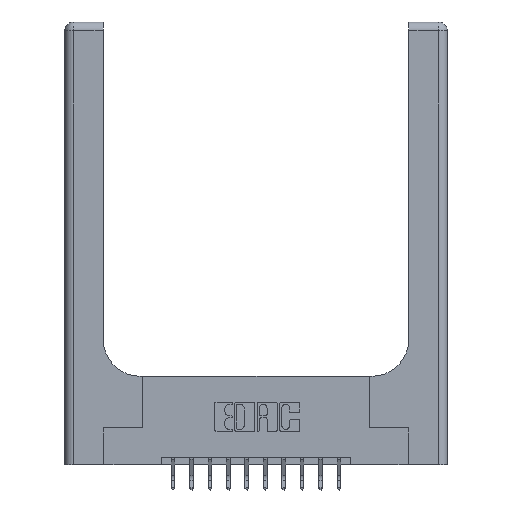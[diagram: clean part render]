
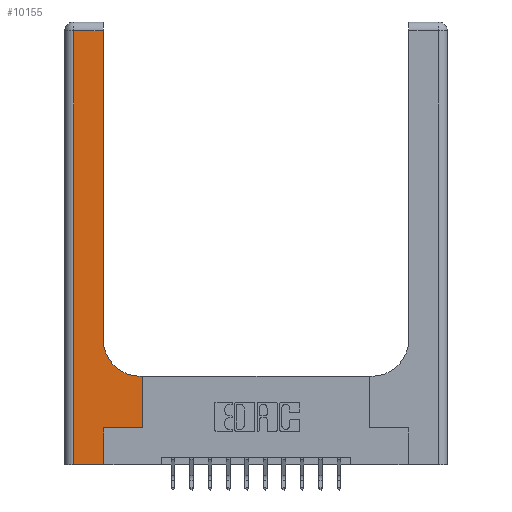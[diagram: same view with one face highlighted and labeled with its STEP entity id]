
A CAD part, top view. The second image highlights one B-rep face of the part: STEP entity #10155.
In plain terms, the highlighted planar face has unit normal (0, 0, 1).
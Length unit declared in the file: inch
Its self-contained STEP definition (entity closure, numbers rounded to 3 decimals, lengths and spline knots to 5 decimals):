
#82 = CARTESIAN_POINT ( 'NONE',  ( 0.26, 2.94, 0.37 ) ) ;
#112 = LINE ( 'NONE', #15556, #12157 ) ;
#165 = VECTOR ( 'NONE', #13954, 39.37008 ) ;
#598 = DIRECTION ( 'NONE',  ( -1., 0., 0. ) ) ;
#1199 = EDGE_CURVE ( 'NONE', #11571, #9844, #11286, .T. ) ;
#1259 = DIRECTION ( 'NONE',  ( -1., 0., 0. ) ) ;
#1284 = CARTESIAN_POINT ( 'NONE',  ( 0., 0., 0.37 ) ) ;
#1516 = VECTOR ( 'NONE', #1259, 39.37008 ) ;
#1967 = EDGE_CURVE ( 'NONE', #2844, #5207, #16319, .T. ) ;
#2235 = CARTESIAN_POINT ( 'NONE',  ( 0.06, 0., 0.37 ) ) ;
#2298 = ORIENTED_EDGE ( 'NONE', *, *, #1967, .T. ) ;
#2434 = CARTESIAN_POINT ( 'NONE',  ( 0.528, 0.25, 0.37 ) ) ;
#2505 = VERTEX_POINT ( 'NONE', #82 ) ;
#2538 = CARTESIAN_POINT ( 'NONE',  ( 0.265, 0.25, 0.37 ) ) ;
#2844 = VERTEX_POINT ( 'NONE', #15419 ) ;
#2867 = DIRECTION ( 'NONE',  ( 0., 0., -1. ) ) ;
#3108 = VECTOR ( 'NONE', #598, 39.37008 ) ;
#3207 = VERTEX_POINT ( 'NONE', #13974 ) ;
#3394 = DIRECTION ( 'NONE',  ( 0., 1., 0. ) ) ;
#3402 = CARTESIAN_POINT ( 'NONE',  ( 0.51, 0.85, 0.37 ) ) ;
#3818 = VERTEX_POINT ( 'NONE', #6530 ) ;
#3855 = VERTEX_POINT ( 'NONE', #5680 ) ;
#3882 = DIRECTION ( 'NONE',  ( 1., 0., 0. ) ) ;
#4252 = EDGE_CURVE ( 'NONE', #3855, #3207, #112, .T. ) ;
#4876 = VECTOR ( 'NONE', #14156, 39.37008 ) ;
#4883 = DIRECTION ( 'NONE',  ( 0., 1., 0. ) ) ;
#4918 = CARTESIAN_POINT ( 'NONE',  ( 0., 3., 0.37 ) ) ;
#5207 = VERTEX_POINT ( 'NONE', #10988 ) ;
#5680 = CARTESIAN_POINT ( 'NONE',  ( 0.265, 0., 0.37 ) ) ;
#5842 = CARTESIAN_POINT ( 'NONE',  ( 0.26, 3., 0.37 ) ) ;
#5856 = EDGE_CURVE ( 'NONE', #16064, #3855, #11559, .T. ) ;
#6471 = LINE ( 'NONE', #11701, #1516 ) ;
#6530 = CARTESIAN_POINT ( 'NONE',  ( 0.06, 2.94, 0.37 ) ) ;
#6568 = FACE_OUTER_BOUND ( 'NONE', #11781, .T. ) ;
#7210 = CARTESIAN_POINT ( 'NONE',  ( 0.528, 0.25, 0.37 ) ) ;
#7894 = LINE ( 'NONE', #11527, #4876 ) ;
#8188 = EDGE_CURVE ( 'NONE', #3818, #16064, #7894, .T. ) ;
#8488 = AXIS2_PLACEMENT_3D ( 'NONE', #3402, #14977, #13544 ) ;
#8593 = LINE ( 'NONE', #12135, #3108 ) ;
#8855 = ORIENTED_EDGE ( 'NONE', *, *, #5856, .T. ) ;
#9122 = DIRECTION ( 'NONE',  ( 0., 1., 0. ) ) ;
#9844 = VERTEX_POINT ( 'NONE', #12772 ) ;
#10155 = ADVANCED_FACE ( 'NONE', ( #6568 ), #13075, .F. ) ;
#10988 = CARTESIAN_POINT ( 'NONE',  ( 0.26, 0.85, 0.37 ) ) ;
#11229 = EDGE_CURVE ( 'NONE', #5207, #2505, #14972, .T. ) ;
#11286 = LINE ( 'NONE', #2434, #11319 ) ;
#11298 = EDGE_CURVE ( 'NONE', #2505, #3818, #6471, .T. ) ;
#11319 = VECTOR ( 'NONE', #4883, 39.37008 ) ;
#11477 = VECTOR ( 'NONE', #3394, 39.37008 ) ;
#11527 = CARTESIAN_POINT ( 'NONE',  ( 0.06, 3., 0.37 ) ) ;
#11559 = LINE ( 'NONE', #1284, #15362 ) ;
#11571 = VERTEX_POINT ( 'NONE', #7210 ) ;
#11701 = CARTESIAN_POINT ( 'NONE',  ( 0., 2.94, 0.37 ) ) ;
#11781 = EDGE_LOOP ( 'NONE', ( #14007, #16087, #15051, #8855, #13815, #12064, #12757, #13725, #2298 ) ) ;
#12064 = ORIENTED_EDGE ( 'NONE', *, *, #13678, .T. ) ;
#12135 = CARTESIAN_POINT ( 'NONE',  ( 0.26, 0.6, 0.37 ) ) ;
#12157 = VECTOR ( 'NONE', #9122, 39.37008 ) ;
#12757 = ORIENTED_EDGE ( 'NONE', *, *, #1199, .T. ) ;
#12772 = CARTESIAN_POINT ( 'NONE',  ( 0.528, 0.6, 0.37 ) ) ;
#12950 = EDGE_CURVE ( 'NONE', #9844, #2844, #8593, .T. ) ;
#13072 = AXIS2_PLACEMENT_3D ( 'NONE', #4918, #2867, #14357 ) ;
#13075 = PLANE ( 'NONE',  #13072 ) ;
#13544 = DIRECTION ( 'NONE',  ( 1., 0., 0. ) ) ;
#13678 = EDGE_CURVE ( 'NONE', #3207, #11571, #15377, .T. ) ;
#13725 = ORIENTED_EDGE ( 'NONE', *, *, #12950, .T. ) ;
#13815 = ORIENTED_EDGE ( 'NONE', *, *, #4252, .T. ) ;
#13954 = DIRECTION ( 'NONE',  ( 1., 0., 0. ) ) ;
#13974 = CARTESIAN_POINT ( 'NONE',  ( 0.265, 0.25, 0.37 ) ) ;
#14007 = ORIENTED_EDGE ( 'NONE', *, *, #11229, .T. ) ;
#14156 = DIRECTION ( 'NONE',  ( 0., -1., 0. ) ) ;
#14357 = DIRECTION ( 'NONE',  ( -1., 0., 0. ) ) ;
#14972 = LINE ( 'NONE', #5842, #11477 ) ;
#14977 = DIRECTION ( 'NONE',  ( 0., 0., -1. ) ) ;
#15051 = ORIENTED_EDGE ( 'NONE', *, *, #8188, .T. ) ;
#15362 = VECTOR ( 'NONE', #3882, 39.37008 ) ;
#15377 = LINE ( 'NONE', #2538, #165 ) ;
#15419 = CARTESIAN_POINT ( 'NONE',  ( 0.51, 0.6, 0.37 ) ) ;
#15556 = CARTESIAN_POINT ( 'NONE',  ( 0.265, 0., 0.37 ) ) ;
#16064 = VERTEX_POINT ( 'NONE', #2235 ) ;
#16087 = ORIENTED_EDGE ( 'NONE', *, *, #11298, .T. ) ;
#16319 = CIRCLE ( 'NONE', #8488, 0.25 ) ;
